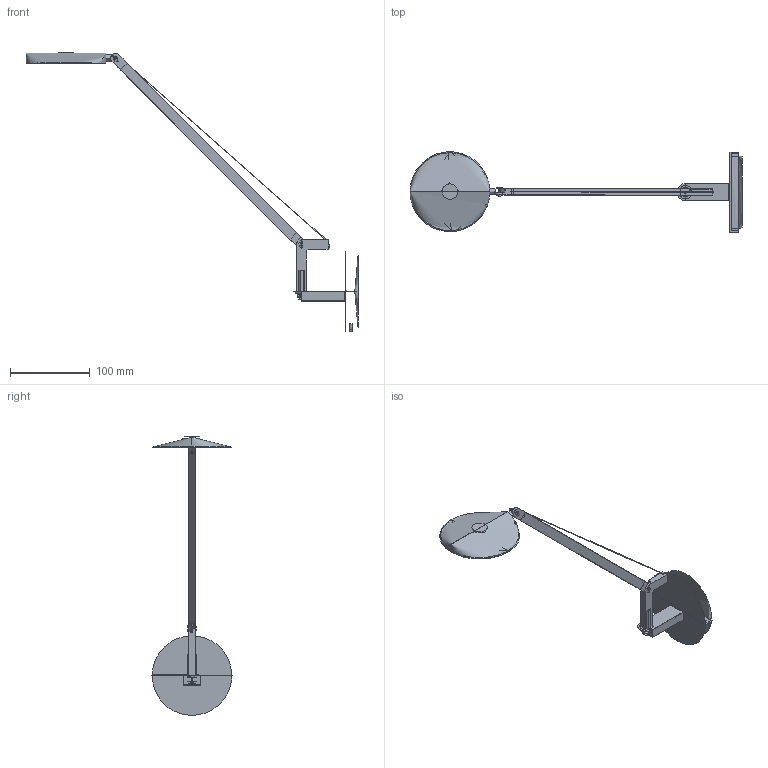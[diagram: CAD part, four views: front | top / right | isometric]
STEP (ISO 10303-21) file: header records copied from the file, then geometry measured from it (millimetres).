
FILE_DESCRIPTION(/* description */ (''),/* implementation_level */ '2;1');
FILE_NAME(/* name */ '3D Semplificato_Parete_Fukasawa_Demetra micro parete',/* time_stamp */ '2016-02-03T12:42:32+01:00',/* author */ (''),/* organization */ (''),/* preprocessor_version */ 'ST-DEVELOPER v10',/* originating_system */ '',/* authorisation */ '');
FILE_SCHEMA (('CONFIG_CONTROL_DESIGN'));
Length unit declared in the file: millimetre
Products named in the file (6): 1; 2; 3; 4; 5; 6
Assembly tree (7 placements, depth 2):
  1
    2
    3  x2
    4  x2
    5
    6
Bounding box: 415.79 x 100.21 x 348.81 mm (x, y, z)
Volume: 179518.2 mm3; surface area: 89939.3 mm2
Topology: 18 solids, 21 shells, 425 faces, 1035 edges, 665 vertices
Faces by surface type: bspline 248, plane 177
Entity records: 16011 total; most frequent: CARTESIAN_POINT 9941, ORIENTED_EDGE 1802, EDGE_CURVE 915, VERTEX_POINT 580, EDGE_LOOP 416, B_SPLINE_CURVE_WITH_KNOTS 385, ADVANCED_FACE 382, FACE_OUTER_BOUND 382
